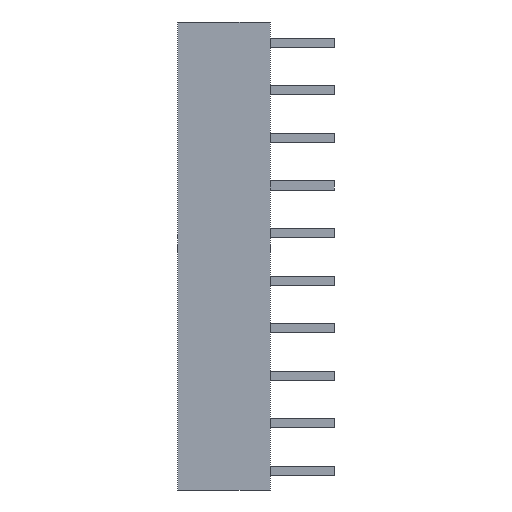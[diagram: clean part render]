
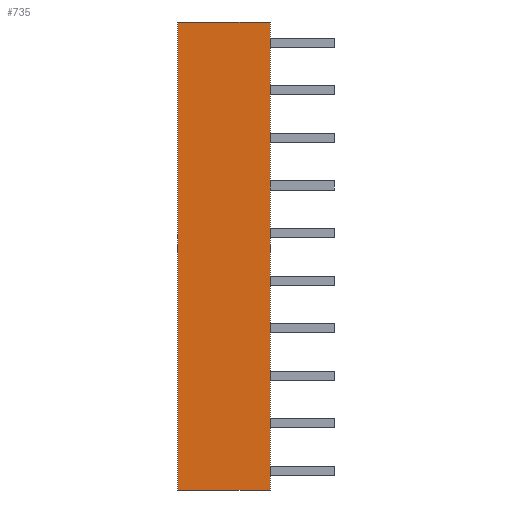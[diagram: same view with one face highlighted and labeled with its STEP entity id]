
A CAD part, left-side view. The second image highlights one B-rep face of the part: STEP entity #735.
In plain terms, the highlighted planar face has unit normal (-1, 0, 0).
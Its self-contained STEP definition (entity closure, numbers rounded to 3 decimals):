
#1=DIRECTION('',(0.,-1.,0.));
#2=VECTOR('',#1,4.95);
#3=CARTESIAN_POINT('',(-1.08,4.95,0.));
#4=LINE('',#3,#2);
#17=DIRECTION('',(0.,-1.,0.));
#18=VECTOR('',#17,4.95);
#19=CARTESIAN_POINT('',(-1.08,4.95,24.99));
#20=LINE('',#19,#18);
#21=DIRECTION('',(0.,0.,1.));
#22=VECTOR('',#21,24.99);
#23=CARTESIAN_POINT('',(-1.08,4.95,0.));
#24=LINE('',#23,#22);
#205=DIRECTION('',(0.,0.,1.));
#206=VECTOR('',#205,24.99);
#207=CARTESIAN_POINT('',(-1.08,0.,0.));
#208=LINE('',#207,#206);
#529=CARTESIAN_POINT('',(-1.08,4.95,0.));
#530=CARTESIAN_POINT('',(-1.08,0.,0.));
#531=VERTEX_POINT('',#529);
#532=VERTEX_POINT('',#530);
#697=CARTESIAN_POINT('',(-1.08,4.95,24.99));
#698=CARTESIAN_POINT('',(-1.08,0.,24.99));
#699=VERTEX_POINT('',#697);
#700=VERTEX_POINT('',#698);
#721=CARTESIAN_POINT('',(-1.08,4.95,0.));
#722=DIRECTION('',(-1.,0.,0.));
#723=DIRECTION('',(0.,-1.,0.));
#724=AXIS2_PLACEMENT_3D('',#721,#722,#723);
#725=PLANE('',#724);
#727=ORIENTED_EDGE('',*,*,#726,.T.);
#729=ORIENTED_EDGE('',*,*,#728,.F.);
#730=ORIENTED_EDGE('',*,*,#710,.F.);
#732=ORIENTED_EDGE('',*,*,#731,.T.);
#733=EDGE_LOOP('',(#727,#729,#730,#732));
#734=FACE_OUTER_BOUND('',#733,.F.);
#710=EDGE_CURVE('',#531,#532,#4,.T.);
#726=EDGE_CURVE('',#699,#700,#20,.T.);
#728=EDGE_CURVE('',#532,#700,#208,.T.);
#731=EDGE_CURVE('',#531,#699,#24,.T.);
#735=ADVANCED_FACE('',(#734),#725,.T.);
